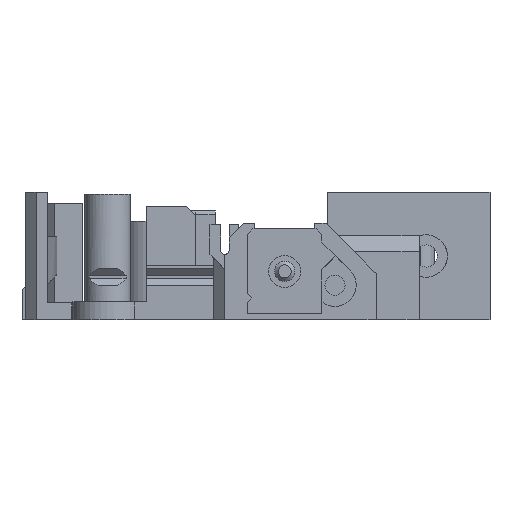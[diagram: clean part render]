
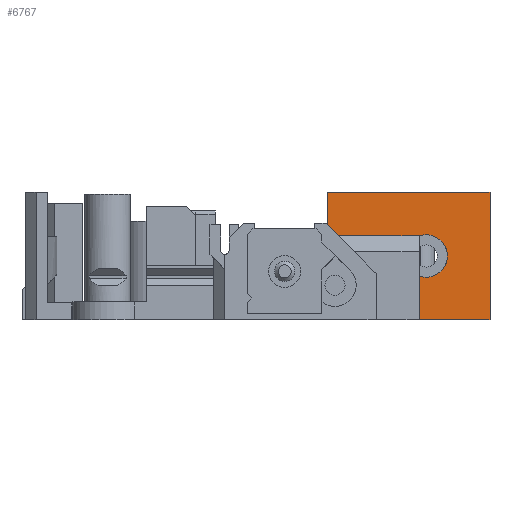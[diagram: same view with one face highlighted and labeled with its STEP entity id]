
A CAD part, left-side view. The second image highlights one B-rep face of the part: STEP entity #6767.
In plain terms, the highlighted planar face has unit normal (-1, 0, 0).
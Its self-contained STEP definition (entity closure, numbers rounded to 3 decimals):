
#129=FACE_BOUND('',#808,.T.);
#165=CIRCLE('',#7037,3.);
#435=FACE_OUTER_BOUND('',#807,.T.);
#807=EDGE_LOOP('',(#5091,#5092,#5093,#5094,#5095,#5096));
#808=EDGE_LOOP('',(#5097));
#1187=LINE('',#9787,#2013);
#1334=LINE('',#10554,#2160);
#1412=LINE('',#10739,#2238);
#1454=LINE('',#10853,#2280);
#1455=LINE('',#10855,#2281);
#1456=LINE('',#10856,#2282);
#2013=VECTOR('',#7736,10.);
#2160=VECTOR('',#8003,10.);
#2238=VECTOR('',#8159,10.);
#2280=VECTOR('',#8273,10.);
#2281=VECTOR('',#8274,10.);
#2282=VECTOR('',#8275,10.);
#2819=VERTEX_POINT('',#9699);
#2841=VERTEX_POINT('',#9784);
#2842=VERTEX_POINT('',#9786);
#2970=VERTEX_POINT('',#10547);
#2973=VERTEX_POINT('',#10552);
#3041=VERTEX_POINT('',#10738);
#3078=VERTEX_POINT('',#10854);
#3500=EDGE_CURVE('',#2819,#2819,#165,.T.);
#3525=EDGE_CURVE('',#2842,#2841,#1187,.T.);
#3699=EDGE_CURVE('',#2970,#2973,#1334,.T.);
#3791=EDGE_CURVE('',#3041,#2970,#1412,.T.);
#3850=EDGE_CURVE('',#2841,#3041,#1454,.T.);
#3851=EDGE_CURVE('',#3078,#2973,#1455,.T.);
#3852=EDGE_CURVE('',#3078,#2842,#1456,.T.);
#5091=ORIENTED_EDGE('',*,*,#3525,.T.);
#5092=ORIENTED_EDGE('',*,*,#3850,.T.);
#5093=ORIENTED_EDGE('',*,*,#3791,.T.);
#5094=ORIENTED_EDGE('',*,*,#3699,.T.);
#5095=ORIENTED_EDGE('',*,*,#3851,.F.);
#5096=ORIENTED_EDGE('',*,*,#3852,.T.);
#5097=ORIENTED_EDGE('',*,*,#3500,.T.);
#6473=PLANE('',#7186);
#6767=ADVANCED_FACE('',(#435,#129),#6473,.T.);
#7037=AXIS2_PLACEMENT_3D('',#9700,#7693,#7694);
#7186=AXIS2_PLACEMENT_3D('',#10852,#8271,#8272);
#7693=DIRECTION('center_axis',(1.,0.,0.));
#7694=DIRECTION('ref_axis',(0.,0.,1.));
#7736=DIRECTION('',(0.,1.,0.));
#8003=DIRECTION('',(0.,0.,-1.));
#8159=DIRECTION('',(0.,1.,0.));
#8271=DIRECTION('center_axis',(-1.,0.,0.));
#8272=DIRECTION('ref_axis',(0.,-1.,0.));
#8273=DIRECTION('',(0.,0.,-1.));
#8274=DIRECTION('',(0.,1.,0.));
#8275=DIRECTION('',(0.,0.,1.));
#9699=CARTESIAN_POINT('',(16.6,-30.5,5.675));
#9700=CARTESIAN_POINT('Origin',(16.6,-30.5,8.675));
#9784=CARTESIAN_POINT('',(16.6,-16.5,17.65));
#9786=CARTESIAN_POINT('',(16.6,-39.5,17.65));
#9787=CARTESIAN_POINT('',(16.6,-22.25,17.65));
#10547=CARTESIAN_POINT('',(16.6,-3.483,4.8));
#10552=CARTESIAN_POINT('',(16.6,-3.483,-0.3));
#10554=CARTESIAN_POINT('',(16.6,-3.483,2.3));
#10738=CARTESIAN_POINT('',(16.6,-16.5,4.8));
#10739=CARTESIAN_POINT('',(16.6,-16.5,4.8));
#10852=CARTESIAN_POINT('Origin',(16.6,-15.5,-0.2));
#10853=CARTESIAN_POINT('',(16.6,-16.5,3.175));
#10854=CARTESIAN_POINT('',(16.6,-39.5,-0.3));
#10855=CARTESIAN_POINT('',(16.6,-5.,-0.3));
#10856=CARTESIAN_POINT('',(16.6,-39.5,-0.2));
